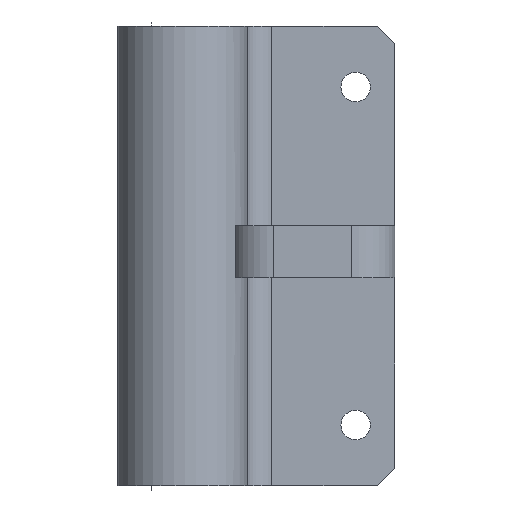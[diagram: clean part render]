
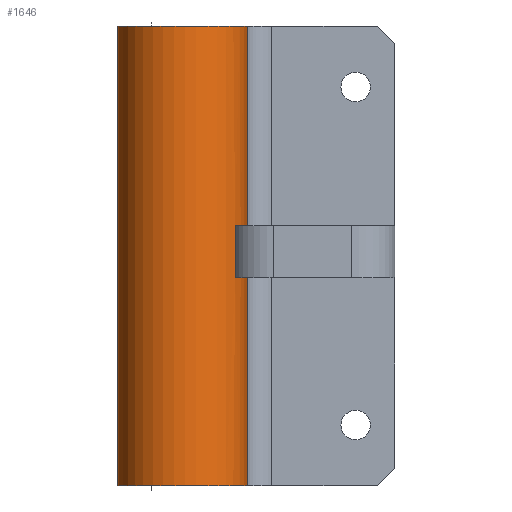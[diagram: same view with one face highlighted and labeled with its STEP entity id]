
A CAD part, left-side view. The second image highlights one B-rep face of the part: STEP entity #1646.
In plain terms, the highlighted cylindrical face has radius 7.5 mm (diameter 15 mm), a partial arc.
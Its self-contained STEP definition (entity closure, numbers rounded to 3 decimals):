
#48 = PLANE('',#49);
#49 = AXIS2_PLACEMENT_3D('',#50,#51,#52);
#50 = CARTESIAN_POINT('',(9.785,157.183,
    0.));
#51 = DIRECTION('',(0.,0.,-1.));
#52 = DIRECTION('',(-1.,0.,0.));
#888 = PLANE('',#889);
#889 = AXIS2_PLACEMENT_3D('',#890,#891,#892);
#890 = CARTESIAN_POINT('',(9.677,155.685,53.));
#891 = DIRECTION('',(0.,0.,1.));
#892 = DIRECTION('',(-1.,0.,0.));
#1501 = PLANE('',#1502);
#1502 = AXIS2_PLACEMENT_3D('',#1503,#1504,#1505);
#1503 = CARTESIAN_POINT('',(-0.458,143.5,24.));
#1504 = DIRECTION('',(0.,0.,-1.));
#1505 = DIRECTION('',(0.,-1.,0.));
#1527 = CYLINDRICAL_SURFACE('',#1528,3.);
#1528 = AXIS2_PLACEMENT_3D('',#1529,#1530,#1531);
#1529 = CARTESIAN_POINT('',(2.,148.192,0.));
#1530 = DIRECTION('',(0.,0.,1.));
#1531 = DIRECTION('',(-0.19,0.982,0.));
#1573 = VERTEX_POINT('',#1574);
#1574 = CARTESIAN_POINT('',(1.429,151.137,0.));
#1598 = VERTEX_POINT('',#1599);
#1599 = CARTESIAN_POINT('',(1.429,151.137,24.));
#1621 = EDGE_CURVE('',#1573,#1598,#1622,.T.);
#1622 = SURFACE_CURVE('',#1623,(#1627,#1634),.PCURVE_S1.);
#1623 = LINE('',#1624,#1625);
#1624 = CARTESIAN_POINT('',(1.429,151.137,0.));
#1625 = VECTOR('',#1626,1.);
#1626 = DIRECTION('',(0.,0.,1.));
#1627 = PCURVE('',#1527,#1628);
#1628 = DEFINITIONAL_REPRESENTATION('',(#1629),#1633);
#1629 = LINE('',#1630,#1631);
#1630 = CARTESIAN_POINT('',(-0.,0.));
#1631 = VECTOR('',#1632,1.);
#1632 = DIRECTION('',(-0.,1.));
#1633 = ( GEOMETRIC_REPRESENTATION_CONTEXT(2) 
PARAMETRIC_REPRESENTATION_CONTEXT() REPRESENTATION_CONTEXT('2D SPACE',''
  ) );
#1634 = PCURVE('',#1635,#1640);
#1635 = CYLINDRICAL_SURFACE('',#1636,7.5);
#1636 = AXIS2_PLACEMENT_3D('',#1637,#1638,#1639);
#1637 = CARTESIAN_POINT('',(0.,158.5,0.));
#1638 = DIRECTION('',(0.,0.,1.));
#1639 = DIRECTION('',(1.,0.,0.));
#1640 = DEFINITIONAL_REPRESENTATION('',(#1641),#1645);
#1641 = LINE('',#1642,#1643);
#1642 = CARTESIAN_POINT('',(-1.379,0.));
#1643 = VECTOR('',#1644,1.);
#1644 = DIRECTION('',(-0.,1.));
#1645 = ( GEOMETRIC_REPRESENTATION_CONTEXT(2) 
PARAMETRIC_REPRESENTATION_CONTEXT() REPRESENTATION_CONTEXT('2D SPACE',''
  ) );
#1646 = ADVANCED_FACE('',(#1647),#1635,.T.);
#1647 = FACE_BOUND('',#1648,.F.);
#1648 = EDGE_LOOP('',(#1649,#1679,#1707,#1736,#1764,#1786,#1787,#1811));
#1649 = ORIENTED_EDGE('',*,*,#1650,.F.);
#1650 = EDGE_CURVE('',#1651,#1653,#1655,.T.);
#1651 = VERTEX_POINT('',#1652);
#1652 = CARTESIAN_POINT('',(1.429,151.137,53.));
#1653 = VERTEX_POINT('',#1654);
#1654 = CARTESIAN_POINT('',(-0.5,165.983,53.));
#1655 = SURFACE_CURVE('',#1656,(#1661,#1668),.PCURVE_S1.);
#1656 = CIRCLE('',#1657,7.5);
#1657 = AXIS2_PLACEMENT_3D('',#1658,#1659,#1660);
#1658 = CARTESIAN_POINT('',(0.,158.5,53.));
#1659 = DIRECTION('',(0.,0.,-1.));
#1660 = DIRECTION('',(1.,0.,0.));
#1661 = PCURVE('',#1635,#1662);
#1662 = DEFINITIONAL_REPRESENTATION('',(#1663),#1667);
#1663 = LINE('',#1664,#1665);
#1664 = CARTESIAN_POINT('',(-0.,53.));
#1665 = VECTOR('',#1666,1.);
#1666 = DIRECTION('',(-1.,0.));
#1667 = ( GEOMETRIC_REPRESENTATION_CONTEXT(2) 
PARAMETRIC_REPRESENTATION_CONTEXT() REPRESENTATION_CONTEXT('2D SPACE',''
  ) );
#1668 = PCURVE('',#888,#1669);
#1669 = DEFINITIONAL_REPRESENTATION('',(#1670),#1678);
#1670 = ( BOUNDED_CURVE() B_SPLINE_CURVE(2,(#1671,#1672,#1673,#1674,
#1675,#1676,#1677),.UNSPECIFIED.,.T.,.F.) B_SPLINE_CURVE_WITH_KNOTS((1,2
    ,2,2,2,1),(-2.094,0.,2.094,4.189,
6.283,8.378),.UNSPECIFIED.) CURVE() 
GEOMETRIC_REPRESENTATION_ITEM() RATIONAL_B_SPLINE_CURVE((1.,0.5,1.,0.5,
1.,0.5,1.)) REPRESENTATION_ITEM('') );
#1671 = CARTESIAN_POINT('',(2.177,-2.815));
#1672 = CARTESIAN_POINT('',(2.177,10.176));
#1673 = CARTESIAN_POINT('',(13.427,3.681));
#1674 = CARTESIAN_POINT('',(24.677,-2.815));
#1675 = CARTESIAN_POINT('',(13.427,-9.31));
#1676 = CARTESIAN_POINT('',(2.177,-15.805));
#1677 = CARTESIAN_POINT('',(2.177,-2.815));
#1678 = ( GEOMETRIC_REPRESENTATION_CONTEXT(2) 
PARAMETRIC_REPRESENTATION_CONTEXT() REPRESENTATION_CONTEXT('2D SPACE',''
  ) );
#1679 = ORIENTED_EDGE('',*,*,#1680,.F.);
#1680 = EDGE_CURVE('',#1681,#1651,#1683,.T.);
#1681 = VERTEX_POINT('',#1682);
#1682 = CARTESIAN_POINT('',(1.429,151.137,30.));
#1683 = SURFACE_CURVE('',#1684,(#1688,#1695),.PCURVE_S1.);
#1684 = LINE('',#1685,#1686);
#1685 = CARTESIAN_POINT('',(1.429,151.137,30.));
#1686 = VECTOR('',#1687,1.);
#1687 = DIRECTION('',(0.,0.,1.));
#1688 = PCURVE('',#1635,#1689);
#1689 = DEFINITIONAL_REPRESENTATION('',(#1690),#1694);
#1690 = LINE('',#1691,#1692);
#1691 = CARTESIAN_POINT('',(-1.379,30.));
#1692 = VECTOR('',#1693,1.);
#1693 = DIRECTION('',(-0.,1.));
#1694 = ( GEOMETRIC_REPRESENTATION_CONTEXT(2) 
PARAMETRIC_REPRESENTATION_CONTEXT() REPRESENTATION_CONTEXT('2D SPACE',''
  ) );
#1695 = PCURVE('',#1696,#1701);
#1696 = CYLINDRICAL_SURFACE('',#1697,3.);
#1697 = AXIS2_PLACEMENT_3D('',#1698,#1699,#1700);
#1698 = CARTESIAN_POINT('',(2.,148.192,30.));
#1699 = DIRECTION('',(0.,0.,1.));
#1700 = DIRECTION('',(1.,0.,0.));
#1701 = DEFINITIONAL_REPRESENTATION('',(#1702),#1706);
#1702 = LINE('',#1703,#1704);
#1703 = CARTESIAN_POINT('',(1.762,0.));
#1704 = VECTOR('',#1705,1.);
#1705 = DIRECTION('',(0.,1.));
#1706 = ( GEOMETRIC_REPRESENTATION_CONTEXT(2) 
PARAMETRIC_REPRESENTATION_CONTEXT() REPRESENTATION_CONTEXT('2D SPACE',''
  ) );
#1707 = ORIENTED_EDGE('',*,*,#1708,.T.);
#1708 = EDGE_CURVE('',#1681,#1709,#1711,.T.);
#1709 = VERTEX_POINT('',#1710);
#1710 = CARTESIAN_POINT('',(-4.368,152.403,30.));
#1711 = SURFACE_CURVE('',#1712,(#1717,#1724),.PCURVE_S1.);
#1712 = CIRCLE('',#1713,7.5);
#1713 = AXIS2_PLACEMENT_3D('',#1714,#1715,#1716);
#1714 = CARTESIAN_POINT('',(0.,158.5,30.));
#1715 = DIRECTION('',(0.,0.,-1.));
#1716 = DIRECTION('',(1.,0.,0.));
#1717 = PCURVE('',#1635,#1718);
#1718 = DEFINITIONAL_REPRESENTATION('',(#1719),#1723);
#1719 = LINE('',#1720,#1721);
#1720 = CARTESIAN_POINT('',(-0.,30.));
#1721 = VECTOR('',#1722,1.);
#1722 = DIRECTION('',(-1.,0.));
#1723 = ( GEOMETRIC_REPRESENTATION_CONTEXT(2) 
PARAMETRIC_REPRESENTATION_CONTEXT() REPRESENTATION_CONTEXT('2D SPACE',''
  ) );
#1724 = PCURVE('',#1725,#1730);
#1725 = PLANE('',#1726);
#1726 = AXIS2_PLACEMENT_3D('',#1727,#1728,#1729);
#1727 = CARTESIAN_POINT('',(-0.458,143.5,30.));
#1728 = DIRECTION('',(0.,0.,-1.));
#1729 = DIRECTION('',(0.,-1.,0.));
#1730 = DEFINITIONAL_REPRESENTATION('',(#1731),#1735);
#1731 = CIRCLE('',#1732,7.5);
#1732 = AXIS2_PLACEMENT_2D('',#1733,#1734);
#1733 = CARTESIAN_POINT('',(-15.,-0.458));
#1734 = DIRECTION('',(0.,-1.));
#1735 = ( GEOMETRIC_REPRESENTATION_CONTEXT(2) 
PARAMETRIC_REPRESENTATION_CONTEXT() REPRESENTATION_CONTEXT('2D SPACE',''
  ) );
#1736 = ORIENTED_EDGE('',*,*,#1737,.F.);
#1737 = EDGE_CURVE('',#1738,#1709,#1740,.T.);
#1738 = VERTEX_POINT('',#1739);
#1739 = CARTESIAN_POINT('',(-4.368,152.403,24.));
#1740 = SURFACE_CURVE('',#1741,(#1745,#1752),.PCURVE_S1.);
#1741 = LINE('',#1742,#1743);
#1742 = CARTESIAN_POINT('',(-4.368,152.403,0.));
#1743 = VECTOR('',#1744,1.);
#1744 = DIRECTION('',(0.,0.,1.));
#1745 = PCURVE('',#1635,#1746);
#1746 = DEFINITIONAL_REPRESENTATION('',(#1747),#1751);
#1747 = LINE('',#1748,#1749);
#1748 = CARTESIAN_POINT('',(-2.193,0.));
#1749 = VECTOR('',#1750,1.);
#1750 = DIRECTION('',(-0.,1.));
#1751 = ( GEOMETRIC_REPRESENTATION_CONTEXT(2) 
PARAMETRIC_REPRESENTATION_CONTEXT() REPRESENTATION_CONTEXT('2D SPACE',''
  ) );
#1752 = PCURVE('',#1753,#1758);
#1753 = CYLINDRICAL_SURFACE('',#1754,5.);
#1754 = AXIS2_PLACEMENT_3D('',#1755,#1756,#1757);
#1755 = CARTESIAN_POINT('',(-2.,148.,24.));
#1756 = DIRECTION('',(0.,0.,-1.));
#1757 = DIRECTION('',(0.,-1.,-0.));
#1758 = DEFINITIONAL_REPRESENTATION('',(#1759),#1763);
#1759 = LINE('',#1760,#1761);
#1760 = CARTESIAN_POINT('',(2.648,24.));
#1761 = VECTOR('',#1762,1.);
#1762 = DIRECTION('',(0.,-1.));
#1763 = ( GEOMETRIC_REPRESENTATION_CONTEXT(2) 
PARAMETRIC_REPRESENTATION_CONTEXT() REPRESENTATION_CONTEXT('2D SPACE',''
  ) );
#1764 = ORIENTED_EDGE('',*,*,#1765,.F.);
#1765 = EDGE_CURVE('',#1598,#1738,#1766,.T.);
#1766 = SURFACE_CURVE('',#1767,(#1772,#1779),.PCURVE_S1.);
#1767 = CIRCLE('',#1768,7.5);
#1768 = AXIS2_PLACEMENT_3D('',#1769,#1770,#1771);
#1769 = CARTESIAN_POINT('',(0.,158.5,24.));
#1770 = DIRECTION('',(0.,0.,-1.));
#1771 = DIRECTION('',(1.,0.,0.));
#1772 = PCURVE('',#1635,#1773);
#1773 = DEFINITIONAL_REPRESENTATION('',(#1774),#1778);
#1774 = LINE('',#1775,#1776);
#1775 = CARTESIAN_POINT('',(-0.,24.));
#1776 = VECTOR('',#1777,1.);
#1777 = DIRECTION('',(-1.,0.));
#1778 = ( GEOMETRIC_REPRESENTATION_CONTEXT(2) 
PARAMETRIC_REPRESENTATION_CONTEXT() REPRESENTATION_CONTEXT('2D SPACE',''
  ) );
#1779 = PCURVE('',#1501,#1780);
#1780 = DEFINITIONAL_REPRESENTATION('',(#1781),#1785);
#1781 = CIRCLE('',#1782,7.5);
#1782 = AXIS2_PLACEMENT_2D('',#1783,#1784);
#1783 = CARTESIAN_POINT('',(-15.,-0.458));
#1784 = DIRECTION('',(0.,-1.));
#1785 = ( GEOMETRIC_REPRESENTATION_CONTEXT(2) 
PARAMETRIC_REPRESENTATION_CONTEXT() REPRESENTATION_CONTEXT('2D SPACE',''
  ) );
#1786 = ORIENTED_EDGE('',*,*,#1621,.F.);
#1787 = ORIENTED_EDGE('',*,*,#1788,.T.);
#1788 = EDGE_CURVE('',#1573,#1789,#1791,.T.);
#1789 = VERTEX_POINT('',#1790);
#1790 = CARTESIAN_POINT('',(-0.5,165.983,0.));
#1791 = SURFACE_CURVE('',#1792,(#1797,#1804),.PCURVE_S1.);
#1792 = CIRCLE('',#1793,7.5);
#1793 = AXIS2_PLACEMENT_3D('',#1794,#1795,#1796);
#1794 = CARTESIAN_POINT('',(0.,158.5,0.));
#1795 = DIRECTION('',(0.,0.,-1.));
#1796 = DIRECTION('',(1.,0.,0.));
#1797 = PCURVE('',#1635,#1798);
#1798 = DEFINITIONAL_REPRESENTATION('',(#1799),#1803);
#1799 = LINE('',#1800,#1801);
#1800 = CARTESIAN_POINT('',(-0.,0.));
#1801 = VECTOR('',#1802,1.);
#1802 = DIRECTION('',(-1.,0.));
#1803 = ( GEOMETRIC_REPRESENTATION_CONTEXT(2) 
PARAMETRIC_REPRESENTATION_CONTEXT() REPRESENTATION_CONTEXT('2D SPACE',''
  ) );
#1804 = PCURVE('',#48,#1805);
#1805 = DEFINITIONAL_REPRESENTATION('',(#1806),#1810);
#1806 = CIRCLE('',#1807,7.5);
#1807 = AXIS2_PLACEMENT_2D('',#1808,#1809);
#1808 = CARTESIAN_POINT('',(9.785,1.317));
#1809 = DIRECTION('',(-1.,0.));
#1810 = ( GEOMETRIC_REPRESENTATION_CONTEXT(2) 
PARAMETRIC_REPRESENTATION_CONTEXT() REPRESENTATION_CONTEXT('2D SPACE',''
  ) );
#1811 = ORIENTED_EDGE('',*,*,#1812,.T.);
#1812 = EDGE_CURVE('',#1789,#1653,#1813,.T.);
#1813 = SURFACE_CURVE('',#1814,(#1818,#1825),.PCURVE_S1.);
#1814 = LINE('',#1815,#1816);
#1815 = CARTESIAN_POINT('',(-0.5,165.983,0.));
#1816 = VECTOR('',#1817,1.);
#1817 = DIRECTION('',(0.,0.,1.));
#1818 = PCURVE('',#1635,#1819);
#1819 = DEFINITIONAL_REPRESENTATION('',(#1820),#1824);
#1820 = LINE('',#1821,#1822);
#1821 = CARTESIAN_POINT('',(-4.646,0.));
#1822 = VECTOR('',#1823,1.);
#1823 = DIRECTION('',(-0.,1.));
#1824 = ( GEOMETRIC_REPRESENTATION_CONTEXT(2) 
PARAMETRIC_REPRESENTATION_CONTEXT() REPRESENTATION_CONTEXT('2D SPACE',''
  ) );
#1825 = PCURVE('',#1826,#1831);
#1826 = PLANE('',#1827);
#1827 = AXIS2_PLACEMENT_3D('',#1828,#1829,#1830);
#1828 = CARTESIAN_POINT('',(-0.5,165.073,26.5));
#1829 = DIRECTION('',(1.,0.,0.));
#1830 = DIRECTION('',(0.,0.,-1.));
#1831 = DEFINITIONAL_REPRESENTATION('',(#1832),#1836);
#1832 = LINE('',#1833,#1834);
#1833 = CARTESIAN_POINT('',(26.5,0.91));
#1834 = VECTOR('',#1835,1.);
#1835 = DIRECTION('',(-1.,0.));
#1836 = ( GEOMETRIC_REPRESENTATION_CONTEXT(2) 
PARAMETRIC_REPRESENTATION_CONTEXT() REPRESENTATION_CONTEXT('2D SPACE',''
  ) );
